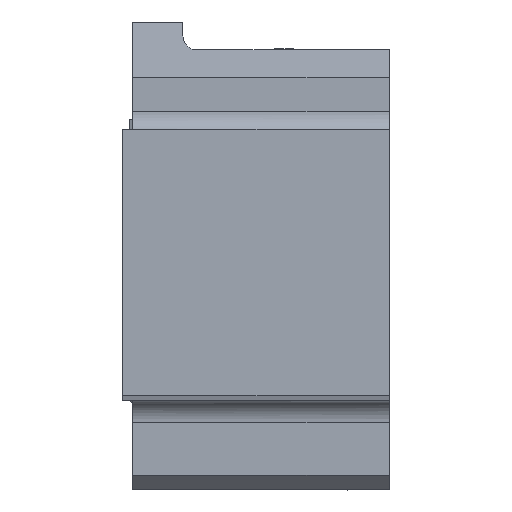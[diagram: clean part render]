
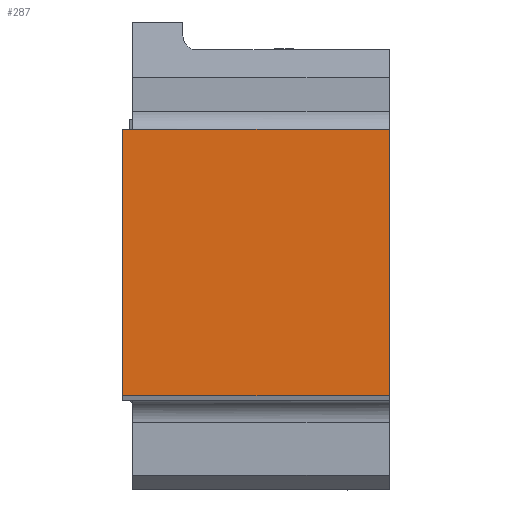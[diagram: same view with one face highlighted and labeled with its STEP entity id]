
A CAD part, top view. The second image highlights one B-rep face of the part: STEP entity #287.
In plain terms, the highlighted planar face has unit normal (0, 0, 1).
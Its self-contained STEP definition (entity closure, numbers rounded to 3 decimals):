
#287=ADVANCED_FACE('',(#507),#382,.T.);
#382=PLANE('',#3465);
#507=FACE_OUTER_BOUND('',#675,.T.);
#675=EDGE_LOOP('',(#1357,#1358,#1359,#1360));
#1357=ORIENTED_EDGE('',*,*,#2348,.F.);
#1358=ORIENTED_EDGE('',*,*,#2219,.F.);
#1359=ORIENTED_EDGE('',*,*,#2347,.F.);
#1360=ORIENTED_EDGE('',*,*,#2349,.F.);
#1832=VERTEX_POINT('',#8449);
#1833=VERTEX_POINT('',#8451);
#1927=VERTEX_POINT('',#8796);
#1928=VERTEX_POINT('',#8800);
#2219=EDGE_CURVE('',#1832,#1833,#2912,.T.);
#2347=EDGE_CURVE('',#1927,#1832,#2986,.T.);
#2348=EDGE_CURVE('',#1833,#1928,#2987,.T.);
#2349=EDGE_CURVE('',#1928,#1927,#2988,.T.);
#2912=LINE('',#8450,#3106);
#2986=LINE('',#8797,#3180);
#2987=LINE('',#8799,#3181);
#2988=LINE('',#8801,#3182);
#3106=VECTOR('',#3783,1.);
#3180=VECTOR('',#4007,1.);
#3181=VECTOR('',#4010,1.);
#3182=VECTOR('',#4011,1.);
#3465=AXIS2_PLACEMENT_3D('',#8802,#4012,#4013);
#3783=DIRECTION('',(0.,-1.,0.));
#4007=DIRECTION('',(1.,0.,0.));
#4010=DIRECTION('',(-1.,0.,0.));
#4011=DIRECTION('',(0.,1.,0.));
#4012=DIRECTION('',(0.,0.,1.));
#4013=DIRECTION('',(-1.,0.,0.));
#8449=CARTESIAN_POINT('',(0.,9.525,0.));
#8450=CARTESIAN_POINT('',(0.,9.525,0.));
#8451=CARTESIAN_POINT('',(0.,0.,0.));
#8796=CARTESIAN_POINT('',(-9.525,9.525,0.));
#8797=CARTESIAN_POINT('',(-9.525,9.525,0.));
#8799=CARTESIAN_POINT('',(0.,0.,0.));
#8800=CARTESIAN_POINT('',(-9.525,0.,0.));
#8801=CARTESIAN_POINT('',(-9.525,0.,0.));
#8802=CARTESIAN_POINT('',(-4.763,4.763,0.));
